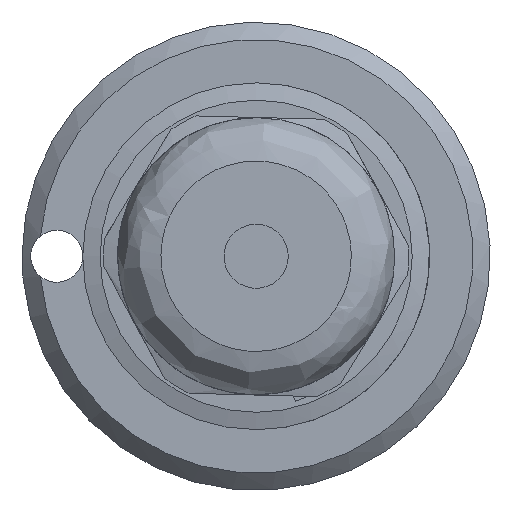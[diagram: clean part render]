
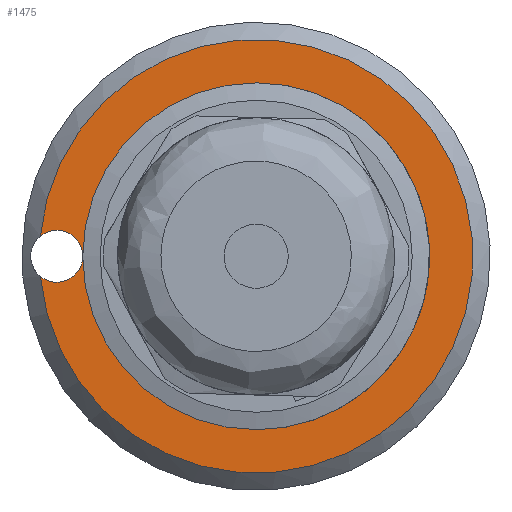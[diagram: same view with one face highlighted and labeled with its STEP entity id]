
A CAD part, left-side view. The second image highlights one B-rep face of the part: STEP entity #1475.
In plain terms, the highlighted planar face has unit normal (-1, 0, 0).
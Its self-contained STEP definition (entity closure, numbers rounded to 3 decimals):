
#10 = CARTESIAN_POINT ( 'NONE',  ( -26., 0., 0. ) ) ;
#219 = DIRECTION ( 'NONE',  ( 0., 0., 1. ) ) ;
#574 = EDGE_CURVE ( 'NONE', #1022, #1482, #831, .T. ) ;
#729 = DIRECTION ( 'NONE',  ( 0., -1., 0. ) ) ;
#831 = CIRCLE ( 'NONE', #4288, 12.5 ) ;
#903 = CARTESIAN_POINT ( 'NONE',  ( -26., 11.5, 0. ) ) ;
#1022 = VERTEX_POINT ( 'NONE', #3741 ) ;
#1345 = AXIS2_PLACEMENT_3D ( 'NONE', #10, #3965, #729 ) ;
#1475 = ADVANCED_FACE ( 'NONE', ( #2185 ), #4313, .T. ) ;
#1482 = VERTEX_POINT ( 'NONE', #1815 ) ;
#1815 = CARTESIAN_POINT ( 'NONE',  ( -26., 12.446, -1.164 ) ) ;
#2185 = FACE_OUTER_BOUND ( 'NONE', #4216, .T. ) ;
#2421 = EDGE_CURVE ( 'NONE', #1022, #1482, #3784, .T. ) ;
#2519 = ORIENTED_EDGE ( 'NONE', *, *, #574, .F. ) ;
#3741 = CARTESIAN_POINT ( 'NONE',  ( -26., 12.446, 1.164 ) ) ;
#3784 = CIRCLE ( 'NONE', #4080, 1.5 ) ;
#3965 = DIRECTION ( 'NONE',  ( -1., 0., 0. ) ) ;
#4030 = DIRECTION ( 'NONE',  ( 1., 0., 0. ) ) ;
#4050 = DIRECTION ( 'NONE',  ( 0., 0., -1. ) ) ;
#4080 = AXIS2_PLACEMENT_3D ( 'NONE', #903, #4355, #219 ) ;
#4216 = EDGE_LOOP ( 'NONE', ( #4352, #2519 ) ) ;
#4288 = AXIS2_PLACEMENT_3D ( 'NONE', #4350, #4030, #4050 ) ;
#4313 = PLANE ( 'NONE',  #1345 ) ;
#4350 = CARTESIAN_POINT ( 'NONE',  ( -26., 0., 0. ) ) ;
#4352 = ORIENTED_EDGE ( 'NONE', *, *, #2421, .T. ) ;
#4355 = DIRECTION ( 'NONE',  ( 1., 0., 0. ) ) ;
